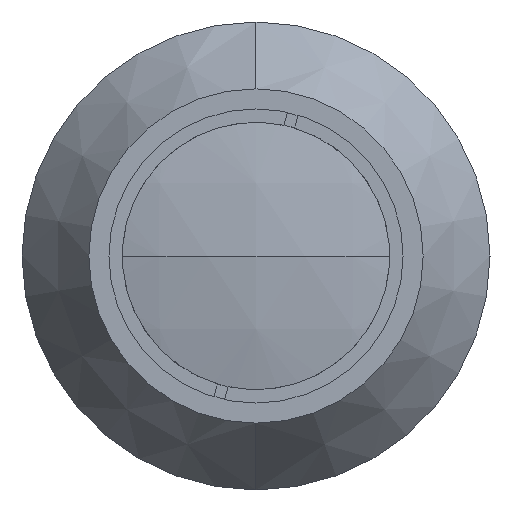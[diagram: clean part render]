
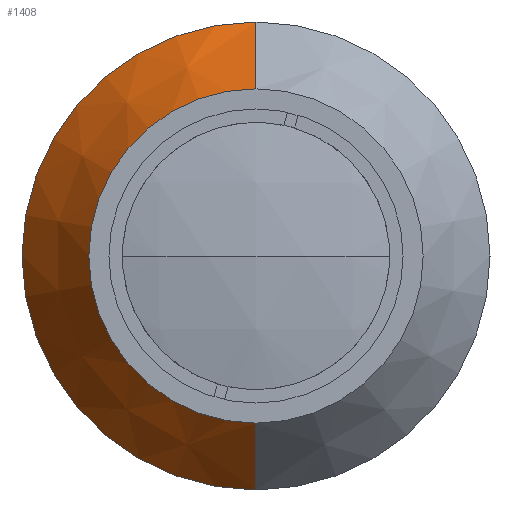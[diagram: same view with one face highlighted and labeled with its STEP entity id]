
A CAD part, left-side view. The second image highlights one B-rep face of the part: STEP entity #1408.
In plain terms, the highlighted conical face has half-angle 35 degrees and reference radius 21 mm.
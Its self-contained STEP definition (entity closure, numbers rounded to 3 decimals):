
#6 = ORIENTED_EDGE ( 'NONE', *, *, #841, .F. ) ;
#145 = CARTESIAN_POINT ( 'NONE',  ( 23.569, 0., 21. ) ) ;
#209 = ORIENTED_EDGE ( 'NONE', *, *, #407, .T. ) ;
#260 = ORIENTED_EDGE ( 'NONE', *, *, #3912, .T. ) ;
#407 = EDGE_CURVE ( 'NONE', #3835, #3515, #2695, .T. ) ;
#621 = DIRECTION ( 'NONE',  ( 1., 0., 0. ) ) ;
#724 = AXIS2_PLACEMENT_3D ( 'NONE', #2980, #2206, #3298 ) ;
#841 = EDGE_CURVE ( 'NONE', #3904, #3515, #2282, .T. ) ;
#1064 = CARTESIAN_POINT ( 'NONE',  ( 23.569, 0., -21. ) ) ;
#1140 = EDGE_CURVE ( 'NONE', #4152, #3904, #2788, .T. ) ;
#1234 = CARTESIAN_POINT ( 'NONE',  ( 23.569, 0., -21. ) ) ;
#1330 = CARTESIAN_POINT ( 'NONE',  ( 15., 0., -15. ) ) ;
#1408 = ADVANCED_FACE ( 'NONE', ( #1738 ), #2194, .T. ) ;
#1436 = CARTESIAN_POINT ( 'NONE',  ( 15., 0., 0. ) ) ;
#1479 = DIRECTION ( 'NONE',  ( -1., 0., 0. ) ) ;
#1738 = FACE_OUTER_BOUND ( 'NONE', #3901, .T. ) ;
#1841 = DIRECTION ( 'NONE',  ( 0., 0., 1. ) ) ;
#2194 = CONICAL_SURFACE ( 'NONE', #4197, 21., 0.611 ) ;
#2206 = DIRECTION ( 'NONE',  ( -1., 0., 0. ) ) ;
#2218 = VECTOR ( 'NONE', #2792, 1000. ) ;
#2282 = LINE ( 'NONE', #1234, #2289 ) ;
#2289 = VECTOR ( 'NONE', #2363, 1000. ) ;
#2363 = DIRECTION ( 'NONE',  ( 0.819, 0., -0.574 ) ) ;
#2499 = AXIS2_PLACEMENT_3D ( 'NONE', #1436, #1479, #1841 ) ;
#2695 = CIRCLE ( 'NONE', #724, 21. ) ;
#2757 = CARTESIAN_POINT ( 'NONE',  ( 23.569, 0., 0. ) ) ;
#2788 = CIRCLE ( 'NONE', #2499, 15. ) ;
#2792 = DIRECTION ( 'NONE',  ( 0.819, 0., 0.574 ) ) ;
#2980 = CARTESIAN_POINT ( 'NONE',  ( 23.569, 0., 0. ) ) ;
#3066 = ORIENTED_EDGE ( 'NONE', *, *, #1140, .F. ) ;
#3298 = DIRECTION ( 'NONE',  ( 0., 0., 1. ) ) ;
#3480 = LINE ( 'NONE', #3804, #2218 ) ;
#3485 = DIRECTION ( 'NONE',  ( 0., 0., -1. ) ) ;
#3515 = VERTEX_POINT ( 'NONE', #1064 ) ;
#3804 = CARTESIAN_POINT ( 'NONE',  ( 23.569, 0., 21. ) ) ;
#3835 = VERTEX_POINT ( 'NONE', #145 ) ;
#3901 = EDGE_LOOP ( 'NONE', ( #3066, #260, #209, #6 ) ) ;
#3904 = VERTEX_POINT ( 'NONE', #1330 ) ;
#3912 = EDGE_CURVE ( 'NONE', #4152, #3835, #3480, .T. ) ;
#4152 = VERTEX_POINT ( 'NONE', #4227 ) ;
#4197 = AXIS2_PLACEMENT_3D ( 'NONE', #2757, #621, #3485 ) ;
#4227 = CARTESIAN_POINT ( 'NONE',  ( 15., 0., 15. ) ) ;
